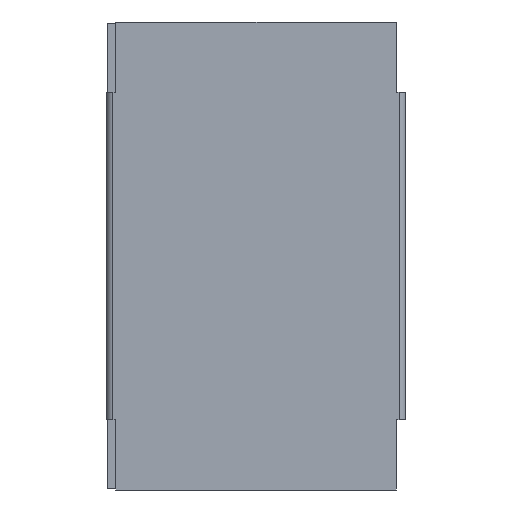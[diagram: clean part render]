
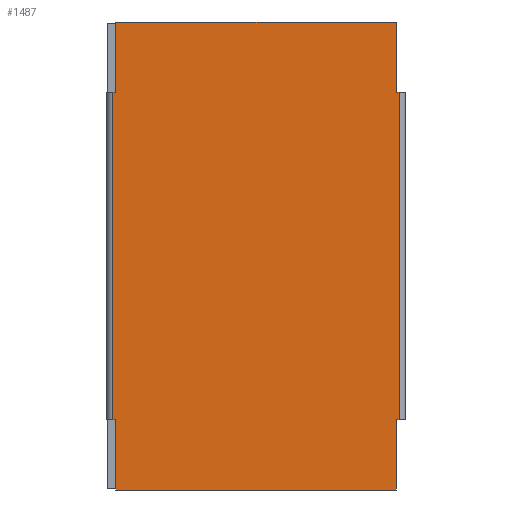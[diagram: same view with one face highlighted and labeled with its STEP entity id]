
A CAD part, left-side view. The second image highlights one B-rep face of the part: STEP entity #1487.
In plain terms, the highlighted planar face has unit normal (-1, 0, 0).
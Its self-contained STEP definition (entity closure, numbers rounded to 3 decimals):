
#15 = CARTESIAN_POINT ( 'NONE',  ( -0.5, 0., 0.25 ) ) ;
#63 = EDGE_CURVE ( 'NONE', #679, #1878, #1354, .T. ) ;
#100 = ORIENTED_EDGE ( 'NONE', *, *, #942, .T. ) ;
#121 = ORIENTED_EDGE ( 'NONE', *, *, #283, .T. ) ;
#136 = LINE ( 'NONE', #1443, #1948 ) ;
#138 = EDGE_CURVE ( 'NONE', #424, #1692, #1551, .T. ) ;
#170 = ORIENTED_EDGE ( 'NONE', *, *, #396, .F. ) ;
#177 = EDGE_CURVE ( 'NONE', #2050, #371, #292, .T. ) ;
#270 = CARTESIAN_POINT ( 'NONE',  ( -0.5, -0.15, 0.175 ) ) ;
#277 = CARTESIAN_POINT ( 'NONE',  ( -0.5, 0.153, -0.175 ) ) ;
#283 = EDGE_CURVE ( 'NONE', #749, #313, #626, .T. ) ;
#292 = LINE ( 'NONE', #640, #571 ) ;
#313 = VERTEX_POINT ( 'NONE', #1415 ) ;
#348 = EDGE_CURVE ( 'NONE', #1221, #679, #693, .T. ) ;
#354 = LINE ( 'NONE', #1403, #675 ) ;
#371 = VERTEX_POINT ( 'NONE', #270 ) ;
#372 = AXIS2_PLACEMENT_3D ( 'NONE', #15, #1169, #1840 ) ;
#396 = EDGE_CURVE ( 'NONE', #1221, #1243, #481, .T. ) ;
#398 = DIRECTION ( 'NONE',  ( 0., -1., 0. ) ) ;
#403 = ORIENTED_EDGE ( 'NONE', *, *, #138, .T. ) ;
#424 = VERTEX_POINT ( 'NONE', #1920 ) ;
#434 = CARTESIAN_POINT ( 'NONE',  ( -0.5, 0.15, 0.175 ) ) ;
#436 = DIRECTION ( 'NONE',  ( 0., -1., 0. ) ) ;
#481 = LINE ( 'NONE', #1748, #1685 ) ;
#491 = ORIENTED_EDGE ( 'NONE', *, *, #1215, .T. ) ;
#547 = VECTOR ( 'NONE', #997, 1000. ) ;
#551 = ORIENTED_EDGE ( 'NONE', *, *, #1507, .F. ) ;
#571 = VECTOR ( 'NONE', #2130, 1000. ) ;
#610 = CARTESIAN_POINT ( 'NONE',  ( -0.5, -0.15, 0.25 ) ) ;
#626 = LINE ( 'NONE', #2089, #1391 ) ;
#640 = CARTESIAN_POINT ( 'NONE',  ( -0.5, -0.15, 0.25 ) ) ;
#675 = VECTOR ( 'NONE', #398, 1000. ) ;
#679 = VERTEX_POINT ( 'NONE', #1219 ) ;
#693 = LINE ( 'NONE', #277, #1369 ) ;
#719 = EDGE_CURVE ( 'NONE', #371, #313, #354, .T. ) ;
#722 = LINE ( 'NONE', #1807, #1762 ) ;
#746 = VERTEX_POINT ( 'NONE', #1888 ) ;
#749 = VERTEX_POINT ( 'NONE', #1707 ) ;
#756 = CARTESIAN_POINT ( 'NONE',  ( -0.5, 0.153, 0.175 ) ) ;
#773 = FACE_OUTER_BOUND ( 'NONE', #1035, .T. ) ;
#774 = VECTOR ( 'NONE', #1128, 1000. ) ;
#868 = CARTESIAN_POINT ( 'NONE',  ( -0.5, 0., -0.175 ) ) ;
#871 = LINE ( 'NONE', #868, #1523 ) ;
#927 = CARTESIAN_POINT ( 'NONE',  ( -0.5, -0.15, -0.25 ) ) ;
#942 = EDGE_CURVE ( 'NONE', #1819, #749, #871, .T. ) ;
#983 = CARTESIAN_POINT ( 'NONE',  ( -0.5, 0.15, -0.175 ) ) ;
#997 = DIRECTION ( 'NONE',  ( 0., 0., -1. ) ) ;
#1035 = EDGE_LOOP ( 'NONE', ( #100, #121, #1453, #1915, #1371, #491, #170, #1091, #1624, #1387, #403, #551 ) ) ;
#1085 = DIRECTION ( 'NONE',  ( 0., 0., -1. ) ) ;
#1091 = ORIENTED_EDGE ( 'NONE', *, *, #348, .T. ) ;
#1114 = DIRECTION ( 'NONE',  ( 0., 0., -1. ) ) ;
#1128 = DIRECTION ( 'NONE',  ( 0., -1., 0. ) ) ;
#1169 = DIRECTION ( 'NONE',  ( 1., 0., 0. ) ) ;
#1190 = VECTOR ( 'NONE', #1114, 1000. ) ;
#1207 = LINE ( 'NONE', #1848, #547 ) ;
#1215 = EDGE_CURVE ( 'NONE', #746, #1243, #1335, .T. ) ;
#1219 = CARTESIAN_POINT ( 'NONE',  ( -0.5, 0.153, -0.175 ) ) ;
#1221 = VERTEX_POINT ( 'NONE', #756 ) ;
#1243 = VERTEX_POINT ( 'NONE', #434 ) ;
#1254 = CARTESIAN_POINT ( 'NONE',  ( -0.5, 0., -0.175 ) ) ;
#1281 = EDGE_CURVE ( 'NONE', #1878, #424, #136, .T. ) ;
#1335 = LINE ( 'NONE', #1780, #1190 ) ;
#1354 = LINE ( 'NONE', #1254, #1601 ) ;
#1368 = EDGE_CURVE ( 'NONE', #746, #2050, #722, .T. ) ;
#1369 = VECTOR ( 'NONE', #2095, 1000. ) ;
#1371 = ORIENTED_EDGE ( 'NONE', *, *, #1368, .F. ) ;
#1387 = ORIENTED_EDGE ( 'NONE', *, *, #1281, .T. ) ;
#1391 = VECTOR ( 'NONE', #1750, 1000. ) ;
#1403 = CARTESIAN_POINT ( 'NONE',  ( -0.5, 0., 0.175 ) ) ;
#1415 = CARTESIAN_POINT ( 'NONE',  ( -0.5, -0.153, 0.175 ) ) ;
#1419 = CARTESIAN_POINT ( 'NONE',  ( -0.5, 0., -0.25 ) ) ;
#1434 = DIRECTION ( 'NONE',  ( 0., -1., 0. ) ) ;
#1443 = CARTESIAN_POINT ( 'NONE',  ( -0.5, 0.15, 0.25 ) ) ;
#1453 = ORIENTED_EDGE ( 'NONE', *, *, #719, .F. ) ;
#1478 = CARTESIAN_POINT ( 'NONE',  ( -0.5, -0.15, -0.175 ) ) ;
#1486 = DIRECTION ( 'NONE',  ( 0., -1., 0. ) ) ;
#1487 = ADVANCED_FACE ( 'NONE', ( #773 ), #1501, .F. ) ;
#1501 = PLANE ( 'NONE',  #372 ) ;
#1507 = EDGE_CURVE ( 'NONE', #1819, #1692, #1207, .T. ) ;
#1523 = VECTOR ( 'NONE', #1696, 1000. ) ;
#1551 = LINE ( 'NONE', #1419, #774 ) ;
#1601 = VECTOR ( 'NONE', #1434, 1000. ) ;
#1624 = ORIENTED_EDGE ( 'NONE', *, *, #63, .T. ) ;
#1685 = VECTOR ( 'NONE', #436, 1000. ) ;
#1692 = VERTEX_POINT ( 'NONE', #927 ) ;
#1696 = DIRECTION ( 'NONE',  ( 0., -1., 0. ) ) ;
#1707 = CARTESIAN_POINT ( 'NONE',  ( -0.5, -0.153, -0.175 ) ) ;
#1748 = CARTESIAN_POINT ( 'NONE',  ( -0.5, 0., 0.175 ) ) ;
#1750 = DIRECTION ( 'NONE',  ( 0., 0., 1. ) ) ;
#1762 = VECTOR ( 'NONE', #1486, 1000. ) ;
#1780 = CARTESIAN_POINT ( 'NONE',  ( -0.5, 0.15, 0.25 ) ) ;
#1807 = CARTESIAN_POINT ( 'NONE',  ( -0.5, 0., 0.25 ) ) ;
#1819 = VERTEX_POINT ( 'NONE', #1478 ) ;
#1840 = DIRECTION ( 'NONE',  ( 0., 1., 0. ) ) ;
#1848 = CARTESIAN_POINT ( 'NONE',  ( -0.5, -0.15, 0.25 ) ) ;
#1878 = VERTEX_POINT ( 'NONE', #983 ) ;
#1888 = CARTESIAN_POINT ( 'NONE',  ( -0.5, 0.15, 0.25 ) ) ;
#1915 = ORIENTED_EDGE ( 'NONE', *, *, #177, .F. ) ;
#1920 = CARTESIAN_POINT ( 'NONE',  ( -0.5, 0.15, -0.25 ) ) ;
#1948 = VECTOR ( 'NONE', #1085, 1000. ) ;
#2050 = VERTEX_POINT ( 'NONE', #610 ) ;
#2089 = CARTESIAN_POINT ( 'NONE',  ( -0.5, -0.153, 0.25 ) ) ;
#2095 = DIRECTION ( 'NONE',  ( 0., 0., -1. ) ) ;
#2130 = DIRECTION ( 'NONE',  ( 0., 0., -1. ) ) ;
